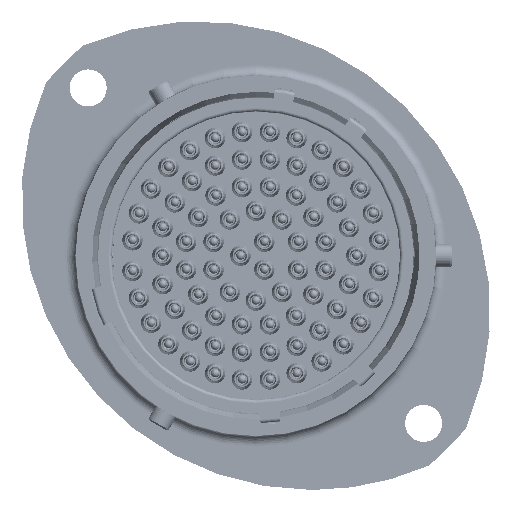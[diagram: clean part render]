
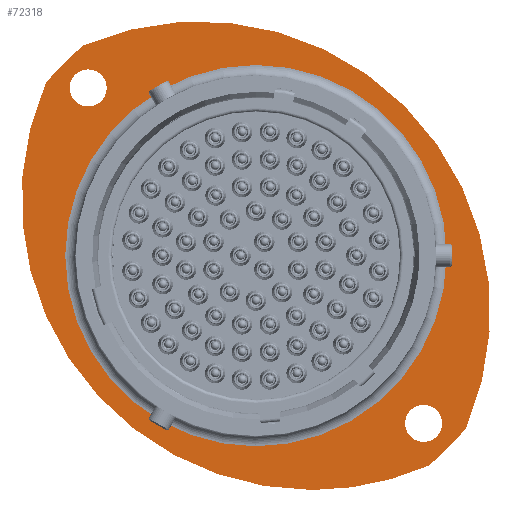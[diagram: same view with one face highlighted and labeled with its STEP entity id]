
A CAD part, left-side view. The second image highlights one B-rep face of the part: STEP entity #72318.
In plain terms, the highlighted planar face has unit normal (-1, 0, 0).
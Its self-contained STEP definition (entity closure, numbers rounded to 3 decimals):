
#1482 = ORIENTED_EDGE ( 'NONE', *, *, #150135, .T. ) ;
#6357 = EDGE_LOOP ( 'NONE', ( #184028, #131399 ) ) ;
#8121 = DIRECTION ( 'NONE',  ( 0., 0., -1. ) ) ;
#8157 = ORIENTED_EDGE ( 'NONE', *, *, #199722, .T. ) ;
#9404 = DIRECTION ( 'NONE',  ( -1., 0., 0. ) ) ;
#10183 = CARTESIAN_POINT ( 'NONE',  ( 4.955, 2.961, 4.992 ) ) ;
#11444 = CIRCLE ( 'NONE', #146640, 16.72 ) ;
#13040 = EDGE_LOOP ( 'NONE', ( #48127, #225955 ) ) ;
#16610 = DIRECTION ( 'NONE',  ( -1., 0., 0. ) ) ;
#16815 = CARTESIAN_POINT ( 'NONE',  ( 4.955, 7.911, 16.762 ) ) ;
#18668 = AXIS2_PLACEMENT_3D ( 'NONE', #51717, #137940, #102595 ) ;
#19146 = CARTESIAN_POINT ( 'NONE',  ( 4.955, 26.333, 15.189 ) ) ;
#23411 = EDGE_CURVE ( 'NONE', #122708, #180441, #96890, .T. ) ;
#27364 = VERTEX_POINT ( 'NONE', #61006 ) ;
#30217 = CARTESIAN_POINT ( 'NONE',  ( 4.955, -6.797, -14.665 ) ) ;
#33649 = AXIS2_PLACEMENT_3D ( 'NONE', #10183, #9404, #150943 ) ;
#34775 = DIRECTION ( 'NONE',  ( -1., 0., 0. ) ) ;
#34888 = DIRECTION ( 'NONE',  ( 0., 0., -1. ) ) ;
#35321 = DIRECTION ( 'NONE',  ( 0., 0., 1. ) ) ;
#35731 = CIRCLE ( 'NONE', #50903, 1.625 ) ;
#36126 = AXIS2_PLACEMENT_3D ( 'NONE', #50168, #34775, #138681 ) ;
#39893 = CIRCLE ( 'NONE', #190052, 25.5 ) ;
#39934 = AXIS2_PLACEMENT_3D ( 'NONE', #178822, #196375, #89564 ) ;
#41126 = CARTESIAN_POINT ( 'NONE',  ( 4.955, 23.057, 18.465 ) ) ;
#48127 = ORIENTED_EDGE ( 'NONE', *, *, #130827, .F. ) ;
#50168 = CARTESIAN_POINT ( 'NONE',  ( 4.955, 7.911, 0.042 ) ) ;
#50770 = EDGE_CURVE ( 'NONE', #220570, #177169, #11444, .T. ) ;
#50903 = AXIS2_PLACEMENT_3D ( 'NONE', #103299, #52393, #85536 ) ;
#51717 = CARTESIAN_POINT ( 'NONE',  ( 4.955, 23.731, 0.042 ) ) ;
#51789 = CARTESIAN_POINT ( 'NONE',  ( 4.955, 12.86, -4.907 ) ) ;
#52393 = DIRECTION ( 'NONE',  ( -1., 0., 0. ) ) ;
#58834 = CIRCLE ( 'NONE', #218646, 1.625 ) ;
#59811 = CIRCLE ( 'NONE', #195883, 1.625 ) ;
#61006 = CARTESIAN_POINT ( 'NONE',  ( 4.955, 22.618, 13.125 ) ) ;
#62613 = CARTESIAN_POINT ( 'NONE',  ( 4.955, 2.961, -20.508 ) ) ;
#67959 = EDGE_CURVE ( 'NONE', #70955, #104484, #180405, .T. ) ;
#68342 = CIRCLE ( 'NONE', #162534, 1.625 ) ;
#70349 = CARTESIAN_POINT ( 'NONE',  ( 4.955, 7.911, -16.678 ) ) ;
#70955 = VERTEX_POINT ( 'NONE', #109111 ) ;
#72318 = ADVANCED_FACE ( 'NONE', ( #133412, #204793, #116816, #166380 ), #157205, .F. ) ;
#74006 = CARTESIAN_POINT ( 'NONE',  ( 4.955, 22.618, 16.375 ) ) ;
#85536 = DIRECTION ( 'NONE',  ( 0., 0., -1. ) ) ;
#86581 = CARTESIAN_POINT ( 'NONE',  ( 4.955, 22.618, 14.75 ) ) ;
#88752 = DIRECTION ( 'NONE',  ( -1., 0., 0. ) ) ;
#89564 = DIRECTION ( 'NONE',  ( 0., 0., -1. ) ) ;
#96890 = CIRCLE ( 'NONE', #208245, 25.5 ) ;
#99244 = EDGE_CURVE ( 'NONE', #177169, #220570, #165740, .T. ) ;
#102595 = DIRECTION ( 'NONE',  ( 0., 0., -1. ) ) ;
#103299 = CARTESIAN_POINT ( 'NONE',  ( 4.955, -6.797, -14.665 ) ) ;
#104484 = VERTEX_POINT ( 'NONE', #206052 ) ;
#109111 = CARTESIAN_POINT ( 'NONE',  ( 4.955, -7.236, -18.38 ) ) ;
#110270 = VERTEX_POINT ( 'NONE', #150740 ) ;
#114166 = EDGE_LOOP ( 'NONE', ( #133884, #8157, #204697, #1482, #116079 ) ) ;
#116079 = ORIENTED_EDGE ( 'NONE', *, *, #183672, .T. ) ;
#116816 = FACE_BOUND ( 'NONE', #13040, .T. ) ;
#117949 = DIRECTION ( 'NONE',  ( 0., 0., -1. ) ) ;
#122708 = VERTEX_POINT ( 'NONE', #19146 ) ;
#124582 = CARTESIAN_POINT ( 'NONE',  ( 4.955, 7.911, 0.042 ) ) ;
#130827 = EDGE_CURVE ( 'NONE', #110270, #191257, #35731, .T. ) ;
#131399 = ORIENTED_EDGE ( 'NONE', *, *, #99244, .T. ) ;
#133412 = FACE_BOUND ( 'NONE', #6357, .T. ) ;
#133884 = ORIENTED_EDGE ( 'NONE', *, *, #23411, .T. ) ;
#137940 = DIRECTION ( 'NONE',  ( 1., 0., 0. ) ) ;
#138681 = DIRECTION ( 'NONE',  ( 0., 0., 1. ) ) ;
#139020 = CIRCLE ( 'NONE', #201921, 23.85 ) ;
#140784 = DIRECTION ( 'NONE',  ( -1., 0., 0. ) ) ;
#144779 = CIRCLE ( 'NONE', #33649, 25.5 ) ;
#146640 = AXIS2_PLACEMENT_3D ( 'NONE', #186315, #201748, #151087 ) ;
#150135 = EDGE_CURVE ( 'NONE', #104484, #201638, #39893, .T. ) ;
#150740 = CARTESIAN_POINT ( 'NONE',  ( 4.955, -6.797, -16.29 ) ) ;
#150943 = DIRECTION ( 'NONE',  ( 0., 0., -1. ) ) ;
#151087 = DIRECTION ( 'NONE',  ( 0., 0., -1. ) ) ;
#157205 = PLANE ( 'NONE',  #18668 ) ;
#162534 = AXIS2_PLACEMENT_3D ( 'NONE', #30217, #206308, #117949 ) ;
#165497 = EDGE_LOOP ( 'NONE', ( #189312, #207728 ) ) ;
#165740 = CIRCLE ( 'NONE', #39934, 16.72 ) ;
#166380 = FACE_OUTER_BOUND ( 'NONE', #114166, .T. ) ;
#170823 = CARTESIAN_POINT ( 'NONE',  ( 4.955, -6.797, -13.04 ) ) ;
#171866 = EDGE_CURVE ( 'NONE', #191257, #110270, #68342, .T. ) ;
#173315 = EDGE_CURVE ( 'NONE', #27364, #197178, #58834, .T. ) ;
#175098 = DIRECTION ( 'NONE',  ( 0., 0., -1. ) ) ;
#177169 = VERTEX_POINT ( 'NONE', #16815 ) ;
#178663 = EDGE_CURVE ( 'NONE', #197178, #27364, #59811, .T. ) ;
#178822 = CARTESIAN_POINT ( 'NONE',  ( 4.955, 7.911, 0.042 ) ) ;
#180405 = CIRCLE ( 'NONE', #36126, 23.85 ) ;
#180441 = VERTEX_POINT ( 'NONE', #62613 ) ;
#183672 = EDGE_CURVE ( 'NONE', #201638, #122708, #139020, .T. ) ;
#184028 = ORIENTED_EDGE ( 'NONE', *, *, #50770, .T. ) ;
#186315 = CARTESIAN_POINT ( 'NONE',  ( 4.955, 7.911, 0.042 ) ) ;
#189312 = ORIENTED_EDGE ( 'NONE', *, *, #173315, .F. ) ;
#190052 = AXIS2_PLACEMENT_3D ( 'NONE', #51789, #88752, #209441 ) ;
#191257 = VERTEX_POINT ( 'NONE', #170823 ) ;
#195883 = AXIS2_PLACEMENT_3D ( 'NONE', #86581, #16610, #175098 ) ;
#196375 = DIRECTION ( 'NONE',  ( 1., 0., 0. ) ) ;
#197178 = VERTEX_POINT ( 'NONE', #74006 ) ;
#199722 = EDGE_CURVE ( 'NONE', #180441, #70955, #144779, .T. ) ;
#201638 = VERTEX_POINT ( 'NONE', #41126 ) ;
#201748 = DIRECTION ( 'NONE',  ( 1., 0., 0. ) ) ;
#201921 = AXIS2_PLACEMENT_3D ( 'NONE', #124582, #140784, #35321 ) ;
#203309 = CARTESIAN_POINT ( 'NONE',  ( 4.955, 22.618, 14.75 ) ) ;
#204697 = ORIENTED_EDGE ( 'NONE', *, *, #67959, .T. ) ;
#204793 = FACE_BOUND ( 'NONE', #165497, .T. ) ;
#206052 = CARTESIAN_POINT ( 'NONE',  ( 4.955, -10.512, -15.104 ) ) ;
#206308 = DIRECTION ( 'NONE',  ( -1., 0., 0. ) ) ;
#207728 = ORIENTED_EDGE ( 'NONE', *, *, #178663, .F. ) ;
#208245 = AXIS2_PLACEMENT_3D ( 'NONE', #226363, #227935, #34888 ) ;
#209441 = DIRECTION ( 'NONE',  ( 0., 0., -1. ) ) ;
#218646 = AXIS2_PLACEMENT_3D ( 'NONE', #203309, #220293, #8121 ) ;
#220293 = DIRECTION ( 'NONE',  ( -1., 0., 0. ) ) ;
#220570 = VERTEX_POINT ( 'NONE', #70349 ) ;
#225955 = ORIENTED_EDGE ( 'NONE', *, *, #171866, .F. ) ;
#226363 = CARTESIAN_POINT ( 'NONE',  ( 4.955, 2.961, 4.992 ) ) ;
#227935 = DIRECTION ( 'NONE',  ( -1., 0., 0. ) ) ;
